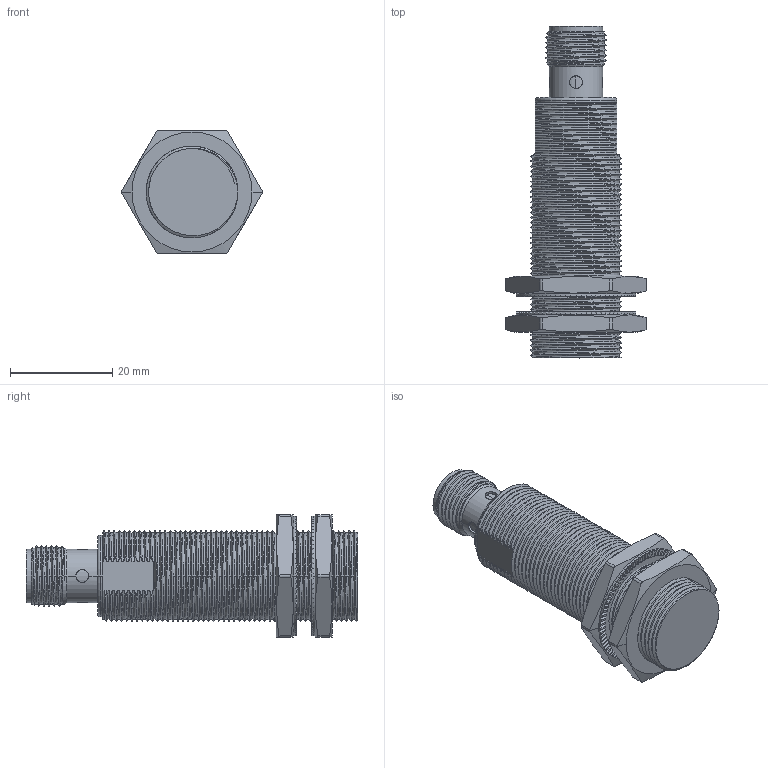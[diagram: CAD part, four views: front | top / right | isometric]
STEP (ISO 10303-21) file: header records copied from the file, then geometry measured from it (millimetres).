
FILE_DESCRIPTION(/* description */ (''),/* implementation_level */ '2;1');
FILE_NAME(/* name */ 'ELCO_Fi8-G18-CD6L-Q12.stp',/* time_stamp */ '2025-12-19T10:57:45+08:00',/* author */ (''),/* organization */ (''),/* preprocessor_version */ 'ST-DEVELOPER v16',/* originating_system */ 'SIEMENS PLM Software NX 10.0',/* authorisation */ '');
FILE_SCHEMA (('AUTOMOTIVE_DESIGN { 1 0 10303 214 3 1 1 1 }'));
Products named in the file (1): Admi64A0C12Chsfy
Bounding box: 27.56 x 65 x 24 mm (x, y, z)
Volume: 14190.8 mm3; surface area: 9101.8 mm2
Topology: 3 solids, 4 shells, 883 faces, 2509 edges, 1653 vertices
Faces by surface type: plane 529, cylinder 237, bspline 83, cone 26, torus 6, sphere 2
Full cylindrical faces by diameter (mm): 10.5 x1
Entity records: 49805 total; most frequent: CARTESIAN_POINT 28583, ORIENTED_EDGE 5008, DIRECTION 3584, EDGE_CURVE 2504, VERTEX_POINT 1651, AXIS2_PLACEMENT_3D 1369, B_SPLINE_CURVE_WITH_KNOTS 1090, EDGE_LOOP 917
